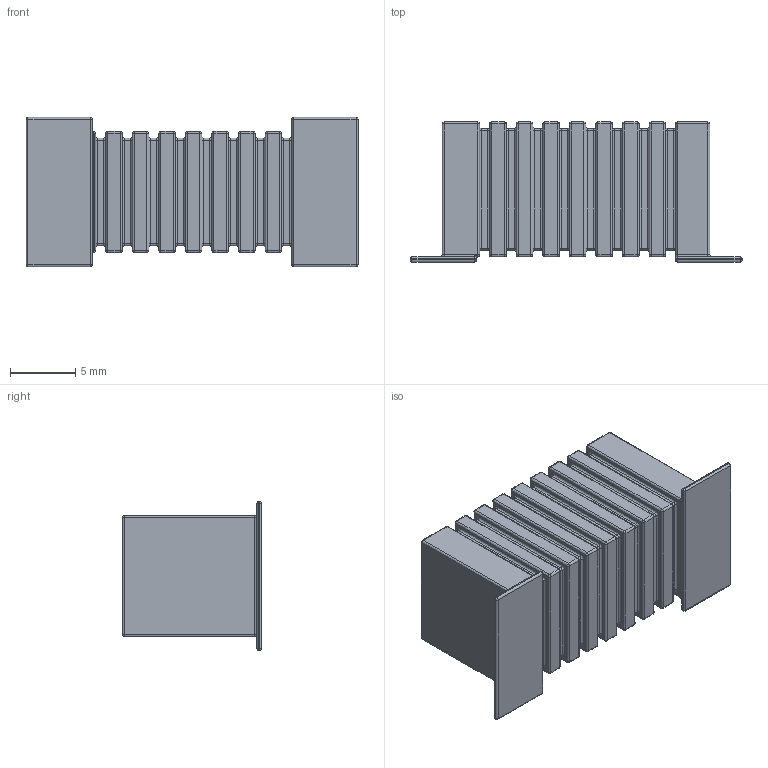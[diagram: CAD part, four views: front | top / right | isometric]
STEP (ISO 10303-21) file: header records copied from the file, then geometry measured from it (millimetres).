
FILE_DESCRIPTION (( 'STEP AP214' ), '1' );
FILE_NAME ('RW5S0FA47R0JE.STEP', '2023-04-26T13:16:07', ( '' ), ( '' ), 'SwSTEP 2.0', 'SolidWorks 2022', '' );
FILE_SCHEMA (( 'AUTOMOTIVE_DESIGN' ));
Length unit declared in the file: millimetre
Products named in the file (1): RW5S0FA47R0JE
Bounding box: 25.4 x 10.69 x 11.43 mm (x, y, z)
Topology: 0 solids, 4 shells, 484 faces, 1082 edges, 536 vertices
Faces by surface type: cylinder 234, plane 96, sphere 82, torus 70, bspline 2
Full cylindrical faces by diameter (mm): 0.3 x2
Entity records: 12656 total; most frequent: DIRECTION 2492, CARTESIAN_POINT 2141, ORIENTED_EDGE 2004, AXIS2_PLACEMENT_3D 1015, EDGE_CURVE 1002, VERTEX_POINT 536, CIRCLE 532, EDGE_LOOP 500
